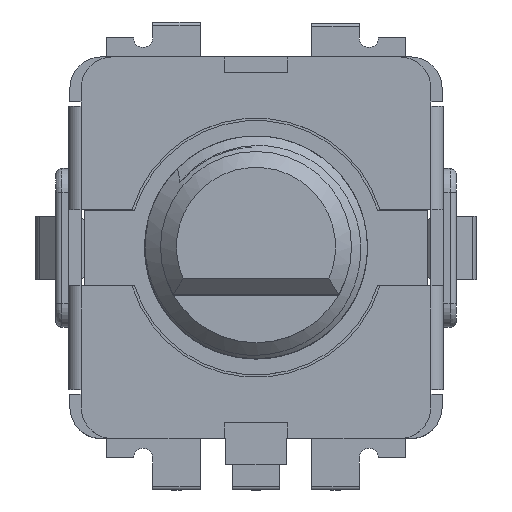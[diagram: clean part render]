
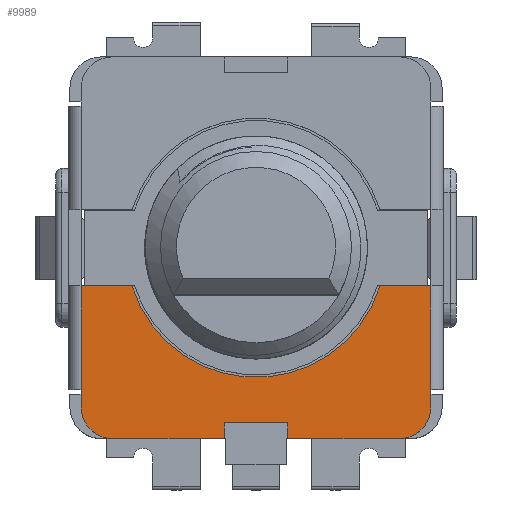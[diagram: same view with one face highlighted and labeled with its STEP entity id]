
A CAD part, top view. The second image highlights one B-rep face of the part: STEP entity #9989.
In plain terms, the highlighted planar face has unit normal (0, 0, 1).
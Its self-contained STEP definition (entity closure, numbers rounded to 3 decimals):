
#7547=CARTESIAN_POINT('',(-5.5,-1.2,4.604));
#7548=VERTEX_POINT('',#7547);
#7557=CARTESIAN_POINT('',(-5.5,-4.45,4.604));
#7558=VERTEX_POINT('',#7557);
#7566=CARTESIAN_POINT('',(-5.5,-0.0,4.604));
#7567=DIRECTION('',(0.0,-1.0,-0.0));
#7568=VECTOR('',#7567,1.0);
#7569=LINE('',#7566,#7568);
#7570=EDGE_CURVE('n� 3120',#7548,#7558,#7569,.T.);
#7580=CARTESIAN_POINT('',(-5.5,-5.0,4.604));
#7581=VERTEX_POINT('',#7580);
#7589=CARTESIAN_POINT('',(-4.5,-6.0,4.604));
#7590=VERTEX_POINT('',#7589);
#7597=CARTESIAN_POINT('',(-4.5,-5.0,4.604));
#7598=DIRECTION('',(0.0,-0.0,1.0));
#7599=DIRECTION('',(0.0,-1.0,-0.0));
#7600=AXIS2_PLACEMENT_3D('',#7597,#7598,#7599);
#7601=CIRCLE('',#7600,1.0);
#7602=EDGE_CURVE('n� 3117',#7581,#7590,#7601,.T.);
#7612=CARTESIAN_POINT('',(-1.0,-5.5,4.604));
#7613=VERTEX_POINT('',#7612);
#7621=CARTESIAN_POINT('',(1.0,-5.5,4.604));
#7622=VERTEX_POINT('',#7621);
#7629=CARTESIAN_POINT('',(0.0,-5.5,4.604));
#7630=DIRECTION('',(1.0,0.0,0.0));
#7631=VECTOR('',#7630,1.0);
#7632=LINE('',#7629,#7631);
#7633=EDGE_CURVE('n� 3114',#7613,#7622,#7632,.T.);
#7643=CARTESIAN_POINT('',(4.5,-6.0,4.604));
#7644=VERTEX_POINT('',#7643);
#7662=CARTESIAN_POINT('',(5.5,-5.0,4.604));
#7663=VERTEX_POINT('',#7662);
#7670=CARTESIAN_POINT('',(4.5,-5.0,4.604));
#7671=DIRECTION('',(0.0,-0.0,1.0));
#7672=DIRECTION('',(0.0,-1.0,-0.0));
#7673=AXIS2_PLACEMENT_3D('',#7670,#7671,#7672);
#7674=CIRCLE('',#7673,1.0);
#7675=EDGE_CURVE('n� 3110',#7644,#7663,#7674,.T.);
#7685=CARTESIAN_POINT('',(5.5,-4.45,4.604));
#7686=VERTEX_POINT('',#7685);
#7704=CARTESIAN_POINT('',(5.5,-1.2,4.604));
#7705=VERTEX_POINT('',#7704);
#7713=CARTESIAN_POINT('',(5.5,-0.0,4.604));
#7714=DIRECTION('',(0.0,1.0,0.0));
#7715=VECTOR('',#7714,1.0);
#7716=LINE('',#7713,#7715);
#7717=EDGE_CURVE('n� 3106',#7686,#7705,#7716,.T.);
#8137=CARTESIAN_POINT('',(1.0,-6.0,4.604));
#8138=VERTEX_POINT('',#8137);
#8145=CARTESIAN_POINT('',(1.0,-0.0,4.604));
#8146=DIRECTION('',(0.0,-1.0,-0.0));
#8147=VECTOR('',#8146,1.0);
#8148=LINE('',#8145,#8147);
#8149=EDGE_CURVE('n� 3068',#7622,#8138,#8148,.T.);
#8224=CARTESIAN_POINT('',(-1.0,-6.0,4.604));
#8225=VERTEX_POINT('',#8224);
#8234=CARTESIAN_POINT('',(-1.0,-0.0,4.604));
#8235=DIRECTION('',(0.0,1.0,0.0));
#8236=VECTOR('',#8235,1.0);
#8237=LINE('',#8234,#8236);
#8238=EDGE_CURVE('n� 3061',#8225,#7613,#8237,.T.);
#9928=CARTESIAN_POINT('',(5.5,-0.0,4.604));
#9929=DIRECTION('',(0.0,1.0,0.0));
#9930=VECTOR('',#9929,1.0);
#9931=LINE('',#9928,#9930);
#9932=EDGE_CURVE('n� 2918',#7663,#7686,#9931,.T.);
#9933=ORIENTED_EDGE('',*,*,#9932,.T.);
#9934=ORIENTED_EDGE('',*,*,#7717,.T.);
#9935=CARTESIAN_POINT('',(3.894,-1.2,4.604));
#9936=VERTEX_POINT('',#9935);
#9937=CARTESIAN_POINT('',(0.0,-1.2,4.604));
#9938=DIRECTION('',(-1.0,0.0,0.0));
#9939=VECTOR('',#9938,1.0);
#9940=LINE('',#9937,#9939);
#9941=EDGE_CURVE('n� 2917',#7705,#9936,#9940,.T.);
#9942=ORIENTED_EDGE('',*,*,#9941,.T.);
#9943=CARTESIAN_POINT('',(-3.894,-1.2,4.604));
#9944=VERTEX_POINT('',#9943);
#9945=CARTESIAN_POINT('',(0.0,-0.0,4.604));
#9946=DIRECTION('',(0.0,0.0,-1.0));
#9947=DIRECTION('',(0.0,1.0,0.0));
#9948=AXIS2_PLACEMENT_3D('',#9945,#9946,#9947);
#9949=CIRCLE('',#9948,4.075);
#9950=EDGE_CURVE('n� 2916',#9936,#9944,#9949,.T.);
#9951=ORIENTED_EDGE('',*,*,#9950,.T.);
#9952=CARTESIAN_POINT('',(0.0,-1.2,4.604));
#9953=DIRECTION('',(-1.0,0.0,0.0));
#9954=VECTOR('',#9953,1.0);
#9955=LINE('',#9952,#9954);
#9956=EDGE_CURVE('n� 2915',#9944,#7548,#9955,.T.);
#9957=ORIENTED_EDGE('',*,*,#9956,.T.);
#9958=ORIENTED_EDGE('',*,*,#7570,.T.);
#9959=CARTESIAN_POINT('',(-5.5,-4.725,4.604));
#9960=DIRECTION('',(0.0,1.0,0.0));
#9961=VECTOR('',#9960,1.0);
#9962=LINE('',#9959,#9961);
#9963=EDGE_CURVE('n� 2914',#7581,#7558,#9962,.T.);
#9964=ORIENTED_EDGE('',*,*,#9963,.F.);
#9965=ORIENTED_EDGE('',*,*,#7602,.T.);
#9966=CARTESIAN_POINT('',(-5.85,-6.0,4.604));
#9967=DIRECTION('',(-1.0,0.0,0.0));
#9968=VECTOR('',#9967,1.0);
#9969=LINE('',#9966,#9968);
#9970=EDGE_CURVE('n� 2913',#8225,#7590,#9969,.T.);
#9971=ORIENTED_EDGE('',*,*,#9970,.F.);
#9972=ORIENTED_EDGE('',*,*,#8238,.T.);
#9973=ORIENTED_EDGE('',*,*,#7633,.T.);
#9974=ORIENTED_EDGE('',*,*,#8149,.T.);
#9975=CARTESIAN_POINT('',(-5.85,-6.0,4.604));
#9976=DIRECTION('',(-1.0,0.0,0.0));
#9977=VECTOR('',#9976,1.0);
#9978=LINE('',#9975,#9977);
#9979=EDGE_CURVE('n� 2912',#7644,#8138,#9978,.T.);
#9980=ORIENTED_EDGE('',*,*,#9979,.F.);
#9981=ORIENTED_EDGE('',*,*,#7675,.T.);
#9982=EDGE_LOOP('',(
    #9933,#9934,#9942,#9951,#9957,#9958,#9964,#9965,#9971,#9972,
    #9973,#9974,#9980,#9981));
#9983=FACE_OUTER_BOUND('',#9982,.T.);
#9984=CARTESIAN_POINT('',(0.0,-0.0,4.604));
#9985=DIRECTION('',(0.0,-0.0,1.0));
#9986=DIRECTION('',(0.0,-1.0,-0.0));
#9987=AXIS2_PLACEMENT_3D('',#9984,#9985,#9986);
#9988=PLANE('',#9987);
#9989=ADVANCED_FACE('n� 1257',(#9983),#9988,.T.);
